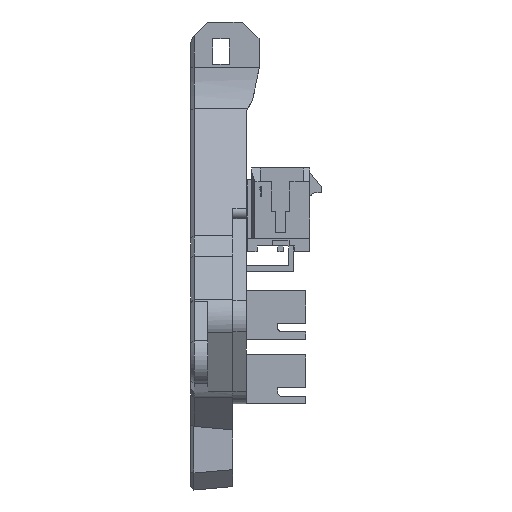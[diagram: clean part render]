
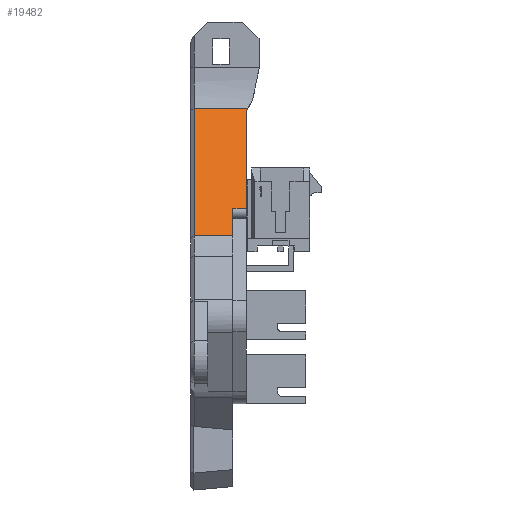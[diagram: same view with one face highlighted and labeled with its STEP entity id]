
A CAD part, front view. The second image highlights one B-rep face of the part: STEP entity #19482.
In plain terms, the highlighted face is planar.
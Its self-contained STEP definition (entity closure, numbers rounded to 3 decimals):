
#1517=FACE_OUTER_BOUND('',#2665,.T.);
#2665=EDGE_LOOP('',(#16829,#16830,#16831,#16832,#16833,#16834,#16835));
#4927=LINE('',#30675,#7369);
#5007=LINE('',#30878,#7449);
#5068=LINE('',#31022,#7510);
#5069=LINE('',#31026,#7511);
#5070=LINE('',#31028,#7512);
#5071=LINE('',#31030,#7513);
#5072=LINE('',#31031,#7514);
#7369=VECTOR('',#25110,10.);
#7449=VECTOR('',#25274,10.);
#7510=VECTOR('',#25405,10.);
#7511=VECTOR('',#25410,10.);
#7512=VECTOR('',#25411,10.);
#7513=VECTOR('',#25412,10.);
#7514=VECTOR('',#25413,10.);
#9110=VERTEX_POINT('',#30672);
#9111=VERTEX_POINT('',#30674);
#9181=VERTEX_POINT('',#30868);
#9183=VERTEX_POINT('',#30874);
#9229=VERTEX_POINT('',#31025);
#9230=VERTEX_POINT('',#31027);
#9231=VERTEX_POINT('',#31029);
#11643=EDGE_CURVE('',#9111,#9110,#4927,.F.);
#11740=EDGE_CURVE('',#9181,#9183,#5007,.T.);
#11813=EDGE_CURVE('',#9183,#9110,#5068,.T.);
#11815=EDGE_CURVE('',#9229,#9181,#5069,.T.);
#11816=EDGE_CURVE('',#9230,#9229,#5070,.T.);
#11817=EDGE_CURVE('',#9231,#9230,#5071,.T.);
#11818=EDGE_CURVE('',#9231,#9111,#5072,.T.);
#16829=ORIENTED_EDGE('',*,*,#11740,.F.);
#16830=ORIENTED_EDGE('',*,*,#11815,.F.);
#16831=ORIENTED_EDGE('',*,*,#11816,.F.);
#16832=ORIENTED_EDGE('',*,*,#11817,.F.);
#16833=ORIENTED_EDGE('',*,*,#11818,.T.);
#16834=ORIENTED_EDGE('',*,*,#11643,.T.);
#16835=ORIENTED_EDGE('',*,*,#11813,.F.);
#18251=PLANE('',#20736);
#19482=ADVANCED_FACE('',(#1517),#18251,.T.);
#20736=AXIS2_PLACEMENT_3D('',#31024,#25408,#25409);
#25110=DIRECTION('',(-0.434,-0.772,-0.463));
#25274=DIRECTION('',(0.49,0.872,0.));
#25405=DIRECTION('',(0.,0.,1.));
#25408=DIRECTION('center_axis',(-0.872,0.49,0.));
#25409=DIRECTION('ref_axis',(0.49,0.872,0.));
#25410=DIRECTION('',(0.,0.,-1.));
#25411=DIRECTION('',(-0.49,-0.872,0.));
#25412=DIRECTION('',(0.,0.,-1.));
#25413=DIRECTION('',(0.49,0.872,0.));
#30672=CARTESIAN_POINT('',(-8.285,20.917,1.73));
#30674=CARTESIAN_POINT('',(-8.406,20.7,1.6));
#30675=CARTESIAN_POINT('',(-11.39,15.398,-1.581));
#30868=CARTESIAN_POINT('',(-16.747,5.874,-4.6));
#30874=CARTESIAN_POINT('',(-8.285,20.917,-4.6));
#30878=CARTESIAN_POINT('',(-14.549,9.781,-4.6));
#31022=CARTESIAN_POINT('',(-8.285,20.917,0.));
#31024=CARTESIAN_POINT('Origin',(-17.5,4.536,0.));
#31025=CARTESIAN_POINT('',(-16.747,5.874,0.));
#31026=CARTESIAN_POINT('',(-16.747,5.874,0.));
#31027=CARTESIAN_POINT('',(-14.945,9.078,0.));
#31028=CARTESIAN_POINT('',(-14.549,9.781,0.));
#31029=CARTESIAN_POINT('',(-14.945,9.078,1.6));
#31030=CARTESIAN_POINT('',(-14.945,9.078,0.));
#31031=CARTESIAN_POINT('',(-7.298,22.671,1.6));
